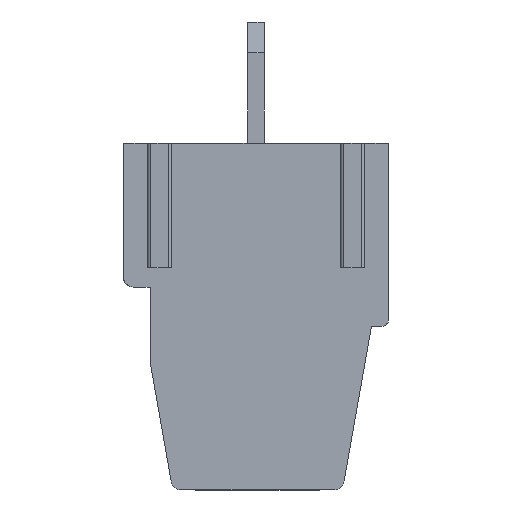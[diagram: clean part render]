
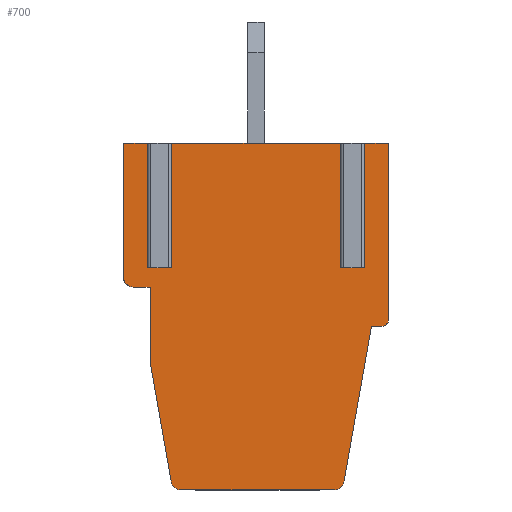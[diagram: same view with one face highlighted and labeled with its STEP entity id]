
A CAD part, front view. The second image highlights one B-rep face of the part: STEP entity #700.
In plain terms, the highlighted planar face has unit normal (0, -1, 0).
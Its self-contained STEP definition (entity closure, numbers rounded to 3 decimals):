
#700 = ADVANCED_FACE( '', ( #1645 ), #1646, .F. );
#1645 = FACE_OUTER_BOUND( '', #2828, .T. );
#1646 = PLANE( '', #2829 );
#2828 = EDGE_LOOP( '', ( #4953, #4954, #4955, #4956, #4957, #4958, #4959, #4960, #4961, #4962, #4963, #4964, #4965, #4966, #4967, #4968, #4969, #4970, #4971, #4972, #4973 ) );
#2829 = AXIS2_PLACEMENT_3D( '', #4974, #4975, #4976 );
#4953 = ORIENTED_EDGE( '', *, *, #7471, .F. );
#4954 = ORIENTED_EDGE( '', *, *, #7846, .T. );
#4955 = ORIENTED_EDGE( '', *, *, #7656, .T. );
#4956 = ORIENTED_EDGE( '', *, *, #7218, .T. );
#4957 = ORIENTED_EDGE( '', *, *, #7477, .F. );
#4958 = ORIENTED_EDGE( '', *, *, #7459, .T. );
#4959 = ORIENTED_EDGE( '', *, *, #7653, .T. );
#4960 = ORIENTED_EDGE( '', *, *, #7944, .T. );
#4961 = ORIENTED_EDGE( '', *, *, #7363, .T. );
#4962 = ORIENTED_EDGE( '', *, *, #7945, .F. );
#4963 = ORIENTED_EDGE( '', *, *, #7946, .F. );
#4964 = ORIENTED_EDGE( '', *, *, #7868, .F. );
#4965 = ORIENTED_EDGE( '', *, *, #7947, .T. );
#4966 = ORIENTED_EDGE( '', *, *, #7488, .T. );
#4967 = ORIENTED_EDGE( '', *, *, #7914, .T. );
#4968 = ORIENTED_EDGE( '', *, *, #7787, .F. );
#4969 = ORIENTED_EDGE( '', *, *, #7948, .F. );
#4970 = ORIENTED_EDGE( '', *, *, #7949, .T. );
#4971 = ORIENTED_EDGE( '', *, *, #7950, .T. );
#4972 = ORIENTED_EDGE( '', *, *, #7639, .T. );
#4973 = ORIENTED_EDGE( '', *, *, #7951, .T. );
#4974 = CARTESIAN_POINT( '', ( -65.702, -10.2, -4.395 ) );
#4975 = DIRECTION( '', ( 0., 1., 0. ) );
#4976 = DIRECTION( '', ( -1., 0., 0. ) );
#7218 = EDGE_CURVE( '', #8701, #8705, #8707, .T. );
#7363 = EDGE_CURVE( '', #8965, #8966, #8967, .F. );
#7459 = EDGE_CURVE( '', #9131, #9129, #9132, .F. );
#7471 = EDGE_CURVE( '', #9151, #9153, #9154, .T. );
#7477 = EDGE_CURVE( '', #9131, #8705, #9162, .T. );
#7488 = EDGE_CURVE( '', #9174, #9179, #9181, .T. );
#7639 = EDGE_CURVE( '', #9430, #9428, #9431, .T. );
#7653 = EDGE_CURVE( '', #9129, #9453, #9455, .T. );
#7656 = EDGE_CURVE( '', #9458, #8701, #9459, .T. );
#7787 = EDGE_CURVE( '', #9670, #9665, #9672, .T. );
#7846 = EDGE_CURVE( '', #9151, #9458, #9762, .F. );
#7868 = EDGE_CURVE( '', #9797, #9792, #9799, .T. );
#7914 = EDGE_CURVE( '', #9179, #9665, #9862, .F. );
#7944 = EDGE_CURVE( '', #9453, #8965, #9905, .T. );
#7945 = EDGE_CURVE( '', #9906, #8966, #9907, .T. );
#7946 = EDGE_CURVE( '', #9792, #9906, #9908, .T. );
#7947 = EDGE_CURVE( '', #9797, #9174, #9909, .F. );
#7948 = EDGE_CURVE( '', #9910, #9670, #9911, .T. );
#7949 = EDGE_CURVE( '', #9910, #9912, #9913, .F. );
#7950 = EDGE_CURVE( '', #9912, #9430, #9914, .T. );
#7951 = EDGE_CURVE( '', #9428, #9153, #9915, .T. );
#8701 = VERTEX_POINT( '', #10896 );
#8705 = VERTEX_POINT( '', #10901 );
#8707 = LINE( '', #10903, #10904 );
#8965 = VERTEX_POINT( '', #11293 );
#8966 = VERTEX_POINT( '', #11294 );
#8967 = CIRCLE( '', #11295, 0.298 );
#9129 = VERTEX_POINT( '', #11538 );
#9131 = VERTEX_POINT( '', #11540 );
#9132 = LINE( '', #11541, #11542 );
#9151 = VERTEX_POINT( '', #11567 );
#9153 = VERTEX_POINT( '', #11569 );
#9154 = LINE( '', #11570, #11571 );
#9162 = LINE( '', #11580, #11581 );
#9174 = VERTEX_POINT( '', #11595 );
#9179 = VERTEX_POINT( '', #11602 );
#9181 = LINE( '', #11605, #11606 );
#9428 = VERTEX_POINT( '', #11959 );
#9430 = VERTEX_POINT( '', #11961 );
#9431 = LINE( '', #11962, #11963 );
#9453 = VERTEX_POINT( '', #11992 );
#9455 = LINE( '', #11995, #11996 );
#9458 = VERTEX_POINT( '', #12000 );
#9459 = LINE( '', #12001, #12002 );
#9665 = VERTEX_POINT( '', #12314 );
#9670 = VERTEX_POINT( '', #12321 );
#9672 = LINE( '', #12324, #12325 );
#9762 = LINE( '', #12457, #12458 );
#9792 = VERTEX_POINT( '', #12503 );
#9797 = VERTEX_POINT( '', #12510 );
#9799 = LINE( '', #12513, #12514 );
#9862 = CIRCLE( '', #12607, 0.298 );
#9905 = LINE( '', #12669, #12670 );
#9906 = VERTEX_POINT( '', #12671 );
#9907 = LINE( '', #12672, #12673 );
#9908 = LINE( '', #12674, #12675 );
#9909 = CIRCLE( '', #12676, 0.298 );
#9910 = VERTEX_POINT( '', #12677 );
#9911 = LINE( '', #12678, #12679 );
#9912 = VERTEX_POINT( '', #12680 );
#9913 = CIRCLE( '', #12681, 0.198 );
#9914 = LINE( '', #12682, #12683 );
#9915 = LINE( '', #12684, #12685 );
#10896 = CARTESIAN_POINT( '', ( -64.53, -10.2, 0. ) );
#10901 = CARTESIAN_POINT( '', ( -64.53, -10.2, -3.8 ) );
#10903 = CARTESIAN_POINT( '', ( -64.53, -10.2, 0. ) );
#10904 = VECTOR( '', #13851, 1000. );
#11293 = CARTESIAN_POINT( '', ( -66., -10.2, -4.098 ) );
#11294 = CARTESIAN_POINT( '', ( -65.702, -10.2, -4.395 ) );
#11295 = AXIS2_PLACEMENT_3D( '', #13975, #13976, #13977 );
#11538 = CARTESIAN_POINT( '', ( -65.27, -10.2, 0. ) );
#11540 = CARTESIAN_POINT( '', ( -65.27, -10.2, -3.8 ) );
#11541 = CARTESIAN_POINT( '', ( -65.27, -10.2, 0. ) );
#11542 = VECTOR( '', #14059, 1000. );
#11567 = CARTESIAN_POINT( '', ( -59.37, -10.2, -3.8 ) );
#11569 = CARTESIAN_POINT( '', ( -58.63, -10.2, -3.8 ) );
#11570 = CARTESIAN_POINT( '', ( -59.32, -10.2, -3.8 ) );
#11571 = VECTOR( '', #14075, 1000. );
#11580 = CARTESIAN_POINT( '', ( -65.22, -10.2, -3.8 ) );
#11581 = VECTOR( '', #14086, 1000. );
#11595 = CARTESIAN_POINT( '', ( -64.252, -10.2, -10.6 ) );
#11602 = CARTESIAN_POINT( '', ( -59.552, -10.2, -10.6 ) );
#11605 = CARTESIAN_POINT( '', ( -61.902, -10.2, -10.6 ) );
#11606 = VECTOR( '', #14101, 1000. );
#11959 = CARTESIAN_POINT( '', ( -58.63, -10.2, 0. ) );
#11961 = CARTESIAN_POINT( '', ( -57.904, -10.2, 0. ) );
#11962 = CARTESIAN_POINT( '', ( -62.503, -10.2, 0. ) );
#11963 = VECTOR( '', #14261, 1000. );
#11992 = CARTESIAN_POINT( '', ( -66., -10.2, 0. ) );
#11995 = CARTESIAN_POINT( '', ( -62.503, -10.2, 0. ) );
#11996 = VECTOR( '', #14285, 1000. );
#12000 = CARTESIAN_POINT( '', ( -59.37, -10.2, 0. ) );
#12001 = CARTESIAN_POINT( '', ( -62.503, -10.2, 0. ) );
#12002 = VECTOR( '', #14290, 1000. );
#12314 = CARTESIAN_POINT( '', ( -59.255, -10.2, -10.317 ) );
#12321 = CARTESIAN_POINT( '', ( -58.423, -10.2, -5.596 ) );
#12324 = CARTESIAN_POINT( '', ( -58.423, -10.2, -5.596 ) );
#12325 = VECTOR( '', #14405, 1000. );
#12457 = CARTESIAN_POINT( '', ( -59.37, -10.2, 0. ) );
#12458 = VECTOR( '', #14454, 1000. );
#12503 = CARTESIAN_POINT( '', ( -65.186, -10.2, -6.704 ) );
#12510 = CARTESIAN_POINT( '', ( -64.549, -10.2, -10.317 ) );
#12513 = CARTESIAN_POINT( '', ( -64.502, -10.2, -10.587 ) );
#12514 = VECTOR( '', #14475, 1000. );
#12607 = AXIS2_PLACEMENT_3D( '', #14515, #14516, #14517 );
#12669 = CARTESIAN_POINT( '', ( -66., -10.2, 0. ) );
#12670 = VECTOR( '', #14540, 1000. );
#12671 = CARTESIAN_POINT( '', ( -65.186, -10.2, -4.395 ) );
#12672 = CARTESIAN_POINT( '', ( -65.186, -10.2, -4.395 ) );
#12673 = VECTOR( '', #14541, 1000. );
#12674 = CARTESIAN_POINT( '', ( -65.186, -10.2, -6.704 ) );
#12675 = VECTOR( '', #14542, 1000. );
#12676 = AXIS2_PLACEMENT_3D( '', #14543, #14544, #14545 );
#12677 = CARTESIAN_POINT( '', ( -58.102, -10.2, -5.596 ) );
#12678 = CARTESIAN_POINT( '', ( -57.904, -10.2, -5.596 ) );
#12679 = VECTOR( '', #14546, 1000. );
#12680 = CARTESIAN_POINT( '', ( -57.904, -10.2, -5.398 ) );
#12681 = AXIS2_PLACEMENT_3D( '', #14547, #14548, #14549 );
#12682 = CARTESIAN_POINT( '', ( -57.904, -10.2, 0. ) );
#12683 = VECTOR( '', #14550, 1000. );
#12684 = CARTESIAN_POINT( '', ( -58.63, -10.2, 0. ) );
#12685 = VECTOR( '', #14551, 1000. );
#13851 = DIRECTION( '', ( 0., 0., -1. ) );
#13975 = CARTESIAN_POINT( '', ( -65.702, -10.2, -4.098 ) );
#13976 = DIRECTION( '', ( 0., 1., 0. ) );
#13977 = DIRECTION( '', ( 0., 0., 1. ) );
#14059 = DIRECTION( '', ( 0., 0., -1. ) );
#14075 = DIRECTION( '', ( 1., 0., 0. ) );
#14086 = DIRECTION( '', ( 1., 0., 0. ) );
#14101 = DIRECTION( '', ( 1., 0., 0. ) );
#14261 = DIRECTION( '', ( -1., 0., 0. ) );
#14285 = DIRECTION( '', ( -1., 0., 0. ) );
#14290 = DIRECTION( '', ( -1., 0., 0. ) );
#14405 = DIRECTION( '', ( -0.174, 0., -0.985 ) );
#14454 = DIRECTION( '', ( 0., 0., -1. ) );
#14475 = DIRECTION( '', ( -0.174, 0., 0.985 ) );
#14515 = CARTESIAN_POINT( '', ( -59.552, -10.2, -10.302 ) );
#14516 = DIRECTION( '', ( 0., 1., 0. ) );
#14517 = DIRECTION( '', ( 0., 0., 1. ) );
#14540 = DIRECTION( '', ( 0., 0., -1. ) );
#14541 = DIRECTION( '', ( -1., 0., 0. ) );
#14542 = DIRECTION( '', ( 0., 0., 1. ) );
#14543 = CARTESIAN_POINT( '', ( -64.252, -10.2, -10.302 ) );
#14544 = DIRECTION( '', ( 0., 1., 0. ) );
#14545 = DIRECTION( '', ( 0., 0., 1. ) );
#14546 = DIRECTION( '', ( -1., 0., 0. ) );
#14547 = CARTESIAN_POINT( '', ( -58.102, -10.2, -5.398 ) );
#14548 = DIRECTION( '', ( 0., 1., 0. ) );
#14549 = DIRECTION( '', ( 0., 0., 1. ) );
#14550 = DIRECTION( '', ( 0., 0., 1. ) );
#14551 = DIRECTION( '', ( 0., 0., -1. ) );
